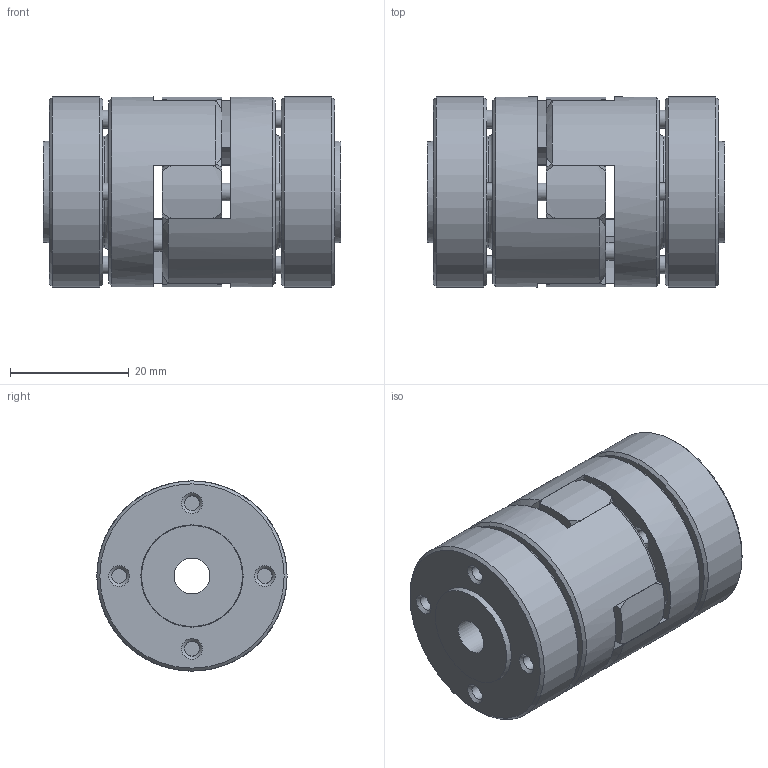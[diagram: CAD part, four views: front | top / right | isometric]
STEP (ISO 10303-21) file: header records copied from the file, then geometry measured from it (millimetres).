
FILE_DESCRIPTION( ( 'Unknown' ), '1' );
FILE_NAME( 'ESM-A 10.stp', 'Unknown', ( 'Unknown' ), ( 'Unknown' ), 'PSStep 10.1', 'Unknown', ' ' );
FILE_SCHEMA( ( 'AUTOMOTIVE_DESIGN { 1 0 10303 214 1 1 1 1 }' ) );
Length unit declared in the file: millimetre
Products named in the file (1): kt101217
Bounding box: 50 x 32 x 32 mm (x, y, z)
Volume: 31933.7 mm3; surface area: 17302.9 mm2
Topology: 1 solids, 1 shells, 325 faces, 779 edges, 492 vertices
Faces by surface type: plane 152, cylinder 87, cone 72, torus 14
Full cylindrical faces by diameter (mm): 2.5 x12, 3 x12, 3.5 x8, 5.5 x8, 6 x10, 8.5 x1, 10.5 x2, 17 x2, 32 x4
Entity records: 11030 total; most frequent: DIRECTION 1528, CARTESIAN_POINT 1500, ORIENTED_EDGE 1196, AXIS2_PLACEMENT_3D 652, EDGE_CURVE 598, EDGE_LOOP 508, VERTEX_POINT 432, FACE_OUTER_BOUND 398
